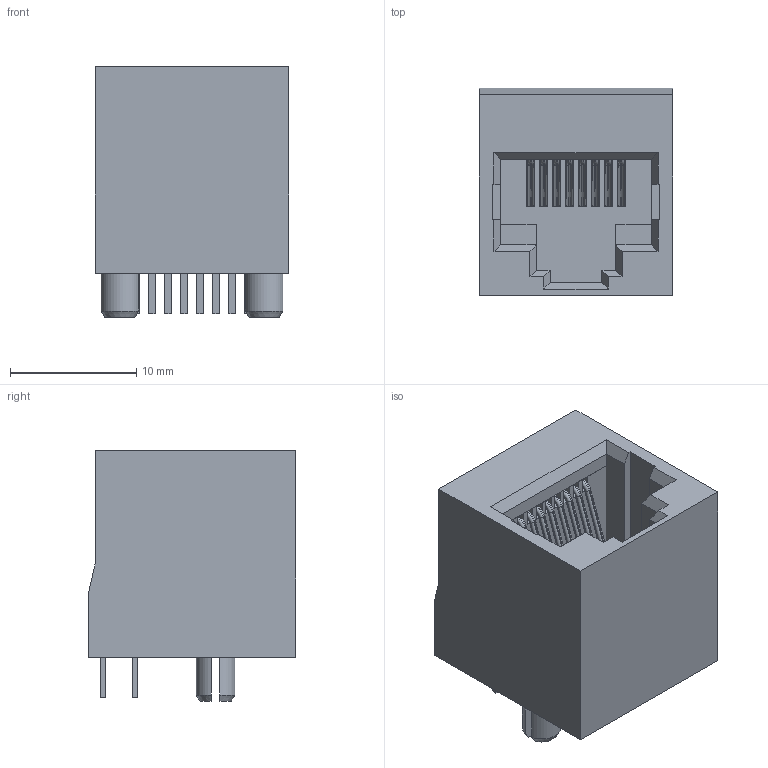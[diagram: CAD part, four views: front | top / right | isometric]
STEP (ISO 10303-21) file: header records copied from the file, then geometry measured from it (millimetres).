
FILE_DESCRIPTION (( 'STEP AP214' ), '1' );
FILE_NAME ('EDAC-A00-108-220-450.step', '2015-06-29T18:38:27', ( 'Windows User' ), ( '' ), 'SwSTEP 2.0', 'SolidWorks 2015', '' );
FILE_SCHEMA (( 'AUTOMOTIVE_DESIGN' ));
Length unit declared in the file: millimetre
Products named in the file (3): EDAC-A00-108-220-450_A00_part_108-220-450; EDAC-A00-108-220-450; EDAC-A00-108-220-450_A00_Contact_Carrier_108-220-450
Assembly tree (2 placements, depth 2):
  EDAC-A00-108-220-450
    EDAC-A00-108-220-450_A00_part_108-220-450
    EDAC-A00-108-220-450_A00_Contact_Carrier_108-220-450
Bounding box: 15.36 x 16.43 x 19.88 mm (x, y, z)
Volume: 2902.3 mm3; surface area: 3051.1 mm2
Topology: 10 solids, 10 shells, 396 faces, 1002 edges, 639 vertices
Faces by surface type: plane 276, cylinder 84, torus 32, cone 4
Entity records: 14587 total; most frequent: CARTESIAN_POINT 2162, ORIENTED_EDGE 2004, DIRECTION 1936, EDGE_CURVE 1002, LINE 790, VECTOR 790, VERTEX_POINT 639, AXIS2_PLACEMENT_3D 573
